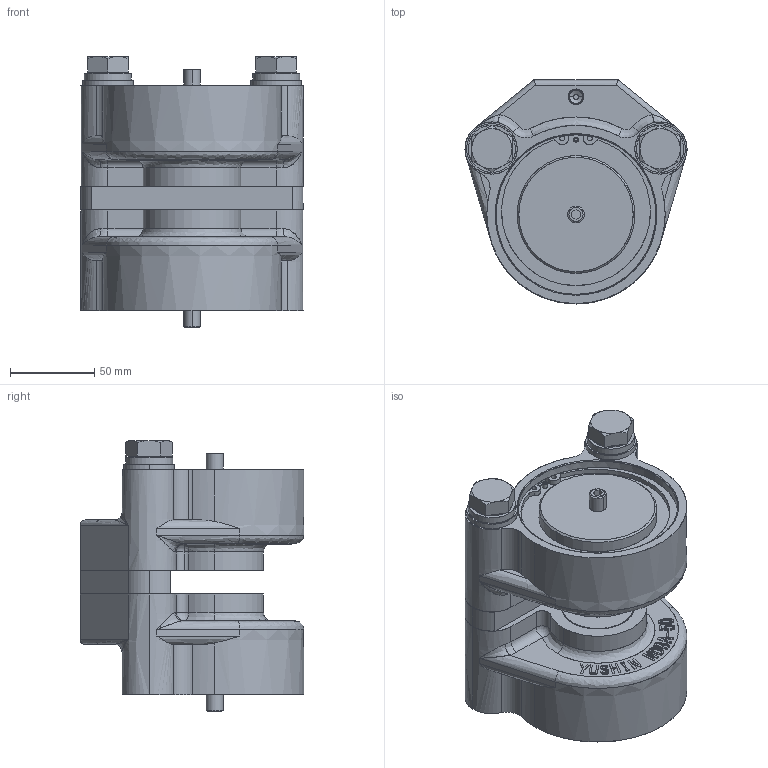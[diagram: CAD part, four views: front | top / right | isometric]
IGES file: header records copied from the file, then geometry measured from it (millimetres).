
Start section: SolidWorks IGES file using analytic representation for surfaces
Global section: file name: NDBA-50(Web用).IGS; native system: SolidWorks 2024; preprocessor: SolidWorks 2024; author: 大田貴之,,11; organization: 0; date: 241129.104614; units: millimetre
Bounding box: 132 x 133 x 161 mm (x, y, z)
Surface area: 109834.5 mm2 (no closed solid volume)
Topology: 0 solids, 0 shells, 845 faces, 11054 edges, 11032 vertices
Faces by surface type: bspline 628, revolution 217
